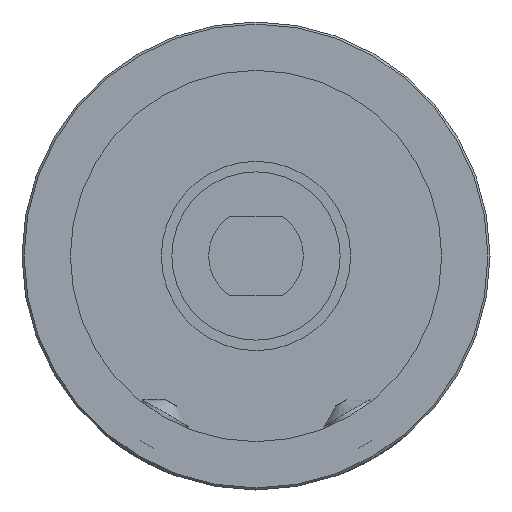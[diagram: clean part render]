
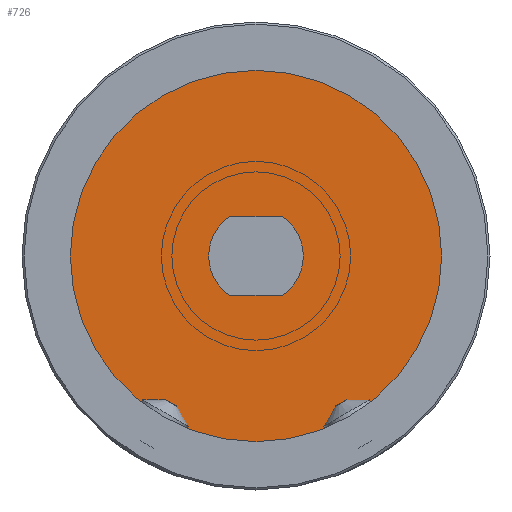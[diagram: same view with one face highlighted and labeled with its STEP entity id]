
A CAD part, left-side view. The second image highlights one B-rep face of the part: STEP entity #726.
In plain terms, the highlighted planar face has unit normal (-1, 0, 0).
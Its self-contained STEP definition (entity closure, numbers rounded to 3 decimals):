
#99=LINE('',#1208,#119);
#104=LINE('',#1223,#124);
#119=VECTOR('',#895,1000.);
#124=VECTOR('',#908,1000.);
#205=ORIENTED_EDGE('',*,*,#262,.T.);
#206=ORIENTED_EDGE('',*,*,#270,.F.);
#207=ORIENTED_EDGE('',*,*,#273,.F.);
#208=ORIENTED_EDGE('',*,*,#275,.F.);
#209=ORIENTED_EDGE('',*,*,#266,.F.);
#262=EDGE_CURVE('',#311,#311,#339,.T.);
#266=EDGE_CURVE('',#315,#316,#99,.T.);
#270=EDGE_CURVE('',#319,#315,#341,.T.);
#273=EDGE_CURVE('',#321,#319,#104,.T.);
#275=EDGE_CURVE('',#316,#321,#343,.T.);
#311=VERTEX_POINT('',#1189);
#315=VERTEX_POINT('',#1207);
#316=VERTEX_POINT('',#1209);
#319=VERTEX_POINT('',#1216);
#321=VERTEX_POINT('',#1222);
#339=CIRCLE('',#787,19.008);
#341=CIRCLE('',#791,4.5);
#343=CIRCLE('',#795,4.5);
#391=EDGE_LOOP('',(#205));
#392=EDGE_LOOP('',(#206,#207,#208,#209));
#454=FACE_BOUND('',#391,.T.);
#455=FACE_BOUND('',#392,.T.);
#492=PLANE('',#801);
#726=ADVANCED_FACE('',(#454,#455),#492,.T.);
#787=AXIS2_PLACEMENT_3D('',#1188,#888,#889);
#791=AXIS2_PLACEMENT_3D('',#1217,#901,#902);
#795=AXIS2_PLACEMENT_3D('',#1226,#912,#913);
#801=AXIS2_PLACEMENT_3D('',#1234,#924,#925);
#888=DIRECTION('',(-1.,0.,0.));
#889=DIRECTION('',(0.,0.,1.));
#895=DIRECTION('',(0.,1.,0.));
#901=DIRECTION('',(-1.,0.,0.));
#902=DIRECTION('',(0.,0.,1.));
#908=DIRECTION('',(0.,-1.,0.));
#912=DIRECTION('',(-1.,0.,0.));
#913=DIRECTION('',(0.,0.,1.));
#924=DIRECTION('',(-1.,0.,0.));
#925=DIRECTION('',(0.,0.,1.));
#1188=CARTESIAN_POINT('',(7.7,0.,0.));
#1189=CARTESIAN_POINT('',(7.7,0.,19.008));
#1207=CARTESIAN_POINT('',(7.7,-2.487,3.75));
#1208=CARTESIAN_POINT('',(7.7,2.487,3.75));
#1209=CARTESIAN_POINT('',(7.7,2.487,3.75));
#1216=CARTESIAN_POINT('',(7.7,-2.487,-3.75));
#1217=CARTESIAN_POINT('',(7.7,0.,0.));
#1222=CARTESIAN_POINT('',(7.7,2.487,-3.75));
#1223=CARTESIAN_POINT('',(7.7,-2.487,-3.75));
#1226=CARTESIAN_POINT('',(7.7,0.,0.));
#1234=CARTESIAN_POINT('',(7.7,0.,0.));
